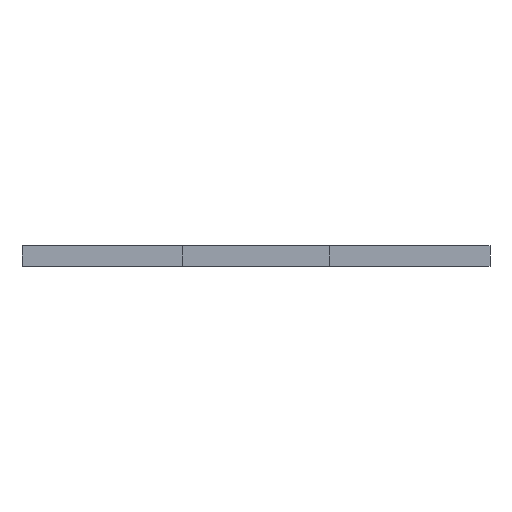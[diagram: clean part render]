
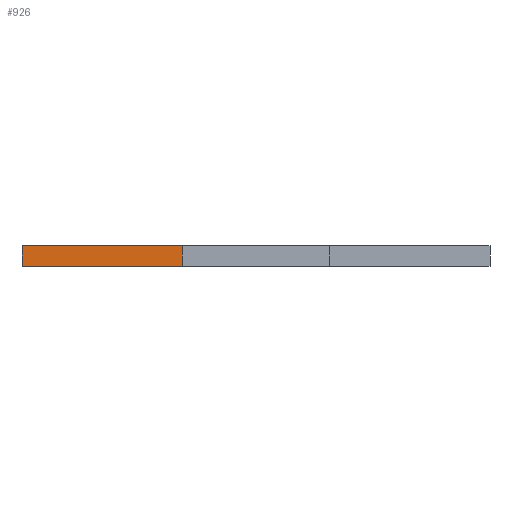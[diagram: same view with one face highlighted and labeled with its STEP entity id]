
A CAD part, left-side view. The second image highlights one B-rep face of the part: STEP entity #926.
In plain terms, the highlighted planar face has unit normal (-1, 0, 0).
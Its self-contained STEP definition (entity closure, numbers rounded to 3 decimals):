
#22 = DIRECTION ( 'NONE',  ( 0., -1., 0. ) ) ;
#73 = EDGE_LOOP ( 'NONE', ( #424, #522, #438, #807 ) ) ;
#123 = CARTESIAN_POINT ( 'NONE',  ( -9., 28.5, 2.5 ) ) ;
#161 = DIRECTION ( 'NONE',  ( 0., 1., 0. ) ) ;
#178 = EDGE_CURVE ( 'NONE', #274, #784, #756, .T. ) ;
#214 = DIRECTION ( 'NONE',  ( 0., 0., -1. ) ) ;
#225 = LINE ( 'NONE', #781, #582 ) ;
#265 = CARTESIAN_POINT ( 'NONE',  ( -9., 9., 2.5 ) ) ;
#273 = VECTOR ( 'NONE', #22, 1000. ) ;
#274 = VERTEX_POINT ( 'NONE', #123 ) ;
#302 = CARTESIAN_POINT ( 'NONE',  ( -9., 9., 0. ) ) ;
#318 = LINE ( 'NONE', #614, #273 ) ;
#383 = DIRECTION ( 'NONE',  ( 1., 0., 0. ) ) ;
#384 = CARTESIAN_POINT ( 'NONE',  ( -9., 9., 0. ) ) ;
#390 = EDGE_CURVE ( 'NONE', #784, #478, #517, .T. ) ;
#424 = ORIENTED_EDGE ( 'NONE', *, *, #390, .T. ) ;
#438 = ORIENTED_EDGE ( 'NONE', *, *, #559, .F. ) ;
#477 = DIRECTION ( 'NONE',  ( 0., 0., -1. ) ) ;
#478 = VERTEX_POINT ( 'NONE', #384 ) ;
#480 = VECTOR ( 'NONE', #639, 1000. ) ;
#516 = PLANE ( 'NONE',  #703 ) ;
#517 = LINE ( 'NONE', #302, #480 ) ;
#522 = ORIENTED_EDGE ( 'NONE', *, *, #912, .F. ) ;
#559 = EDGE_CURVE ( 'NONE', #274, #706, #318, .T. ) ;
#582 = VECTOR ( 'NONE', #214, 1000. ) ;
#602 = CARTESIAN_POINT ( 'NONE',  ( -9., 28.5, 2.5 ) ) ;
#614 = CARTESIAN_POINT ( 'NONE',  ( -9., 9., 2.5 ) ) ;
#639 = DIRECTION ( 'NONE',  ( 0., -1., 0. ) ) ;
#692 = VECTOR ( 'NONE', #477, 1000. ) ;
#696 = CARTESIAN_POINT ( 'NONE',  ( -9., 28.5, 0. ) ) ;
#703 = AXIS2_PLACEMENT_3D ( 'NONE', #804, #383, #161 ) ;
#706 = VERTEX_POINT ( 'NONE', #265 ) ;
#712 = FACE_OUTER_BOUND ( 'NONE', #73, .T. ) ;
#756 = LINE ( 'NONE', #602, #692 ) ;
#781 = CARTESIAN_POINT ( 'NONE',  ( -9., 9., 2.5 ) ) ;
#784 = VERTEX_POINT ( 'NONE', #696 ) ;
#804 = CARTESIAN_POINT ( 'NONE',  ( -9., 9., 2.5 ) ) ;
#807 = ORIENTED_EDGE ( 'NONE', *, *, #178, .T. ) ;
#912 = EDGE_CURVE ( 'NONE', #706, #478, #225, .T. ) ;
#926 = ADVANCED_FACE ( 'NONE', ( #712 ), #516, .F. ) ;
